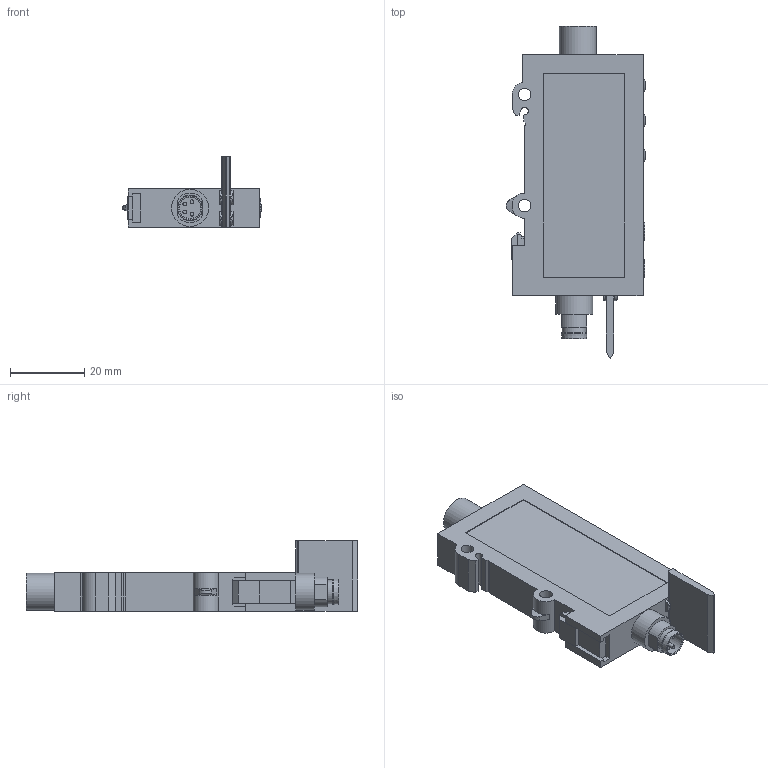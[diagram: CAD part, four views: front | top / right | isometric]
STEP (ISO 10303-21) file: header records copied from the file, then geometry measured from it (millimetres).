
FILE_DESCRIPTION(/* description */ ('STEP AP214'),/* implementation_level */ '2;1');
FILE_NAME(/* name */ '544219_SVE4-HS-R-HM8-2N-M8',/* time_stamp */ '2024-09-15T14:43:52+02:00',/* author */ ('License CC BY-ND 4.0'),/* organization */ ('CADENAS'),/* preprocessor_version */ 'ST-DEVELOPER v19.3',/* originating_system */ 'PARTsolutions',/* authorisation */ ' ');
FILE_SCHEMA (('AUTOMOTIVE_DESIGN {1 0 10303 214 3 1 1}'));
Length unit declared in the file: millimetre
Products named in the file (1): 544219 SVE4-HS-R-HM8-2N-M8
Bounding box: 37.54 x 89.59 x 19 mm (x, y, z)
Volume: 22799.5 mm3; surface area: 9215.7 mm2
Topology: 1 solids, 1 shells, 160 faces, 417 edges, 279 vertices
Faces by surface type: plane 101, cylinder 50, cone 6, torus 3
Full cylindrical faces by diameter (mm): 1 x4, 1.1 x4, 3.4 x2, 5 x2, 5.7 x1, 5.77 x1, 6.5 x1, 6.9 x1, 6.917 x1, 10 x2
Entity records: 5914 total; most frequent: CARTESIAN_POINT 940, ORIENTED_EDGE 764, DIRECTION 756, EDGE_CURVE 382, VERTEX_POINT 273, LINE 254, VECTOR 254, AXIS2_PLACEMENT_3D 251
